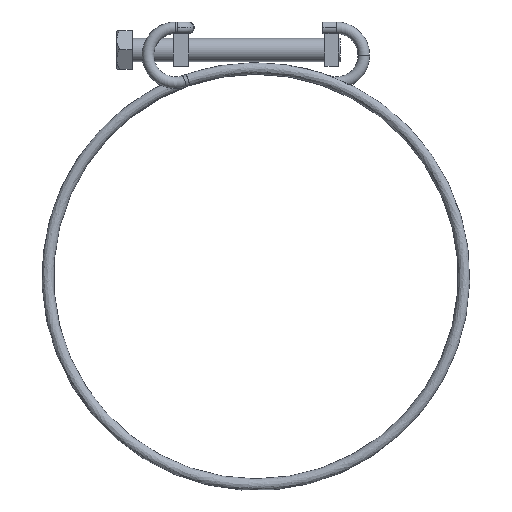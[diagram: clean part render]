
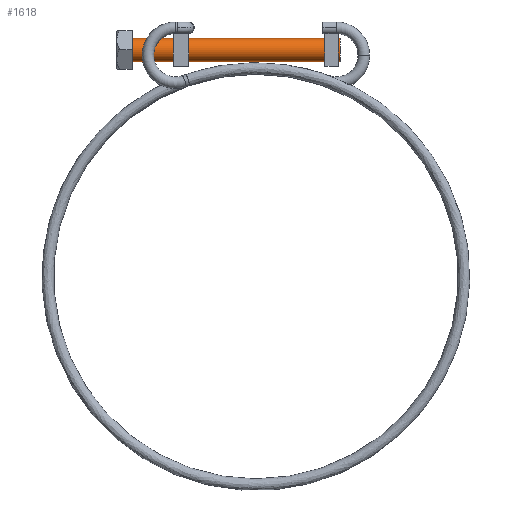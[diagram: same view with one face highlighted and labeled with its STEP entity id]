
A CAD part, top view. The second image highlights one B-rep face of the part: STEP entity #1618.
In plain terms, the highlighted cylindrical face has radius 3 mm (diameter 6 mm), a partial arc.
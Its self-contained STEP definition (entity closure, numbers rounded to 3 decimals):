
#75 = DIRECTION ( 'NONE',  ( -1., 0., 0. ) ) ;
#616 = VERTEX_POINT ( 'NONE', #2013 ) ;
#653 = VERTEX_POINT ( 'NONE', #2243 ) ;
#914 = AXIS2_PLACEMENT_3D ( 'NONE', #3009, #5682, #7826 ) ;
#1129 = ORIENTED_EDGE ( 'NONE', *, *, #6091, .F. ) ;
#1283 = VECTOR ( 'NONE', #2775, 1000. ) ;
#1618 = ADVANCED_FACE ( 'NONE', ( #8556 ), #7920, .T. ) ;
#2013 = CARTESIAN_POINT ( 'NONE',  ( 21.904, 61.8, 0. ) ) ;
#2055 = EDGE_CURVE ( 'NONE', #616, #653, #8401, .T. ) ;
#2243 = CARTESIAN_POINT ( 'NONE',  ( 21.904, 55.8, 0. ) ) ;
#2775 = DIRECTION ( 'NONE',  ( -1., 0., 0. ) ) ;
#2786 = DIRECTION ( 'NONE',  ( 1., 0., 0. ) ) ;
#2808 = LINE ( 'NONE', #3591, #5208 ) ;
#3009 = CARTESIAN_POINT ( 'NONE',  ( 21.904, 58.8, 0. ) ) ;
#3280 = EDGE_CURVE ( 'NONE', #8212, #8839, #3306, .T. ) ;
#3306 = CIRCLE ( 'NONE', #8432, 3. ) ;
#3377 = DIRECTION ( 'NONE',  ( 0., 1., 0. ) ) ;
#3587 = EDGE_CURVE ( 'NONE', #616, #8212, #2808, .T. ) ;
#3591 = CARTESIAN_POINT ( 'NONE',  ( 21.904, 61.8, 0. ) ) ;
#4209 = CARTESIAN_POINT ( 'NONE',  ( 21.904, 58.8, 0. ) ) ;
#5116 = CARTESIAN_POINT ( 'NONE',  ( -32.096, 55.8, 0. ) ) ;
#5208 = VECTOR ( 'NONE', #75, 1000. ) ;
#5521 = CARTESIAN_POINT ( 'NONE',  ( -32.096, 61.8, 0. ) ) ;
#5682 = DIRECTION ( 'NONE',  ( -1., 0., 0. ) ) ;
#5987 = CARTESIAN_POINT ( 'NONE',  ( -32.096, 58.8, 0. ) ) ;
#6091 = EDGE_CURVE ( 'NONE', #653, #8839, #6269, .T. ) ;
#6223 = AXIS2_PLACEMENT_3D ( 'NONE', #4209, #2786, #3377 ) ;
#6269 = LINE ( 'NONE', #9037, #1283 ) ;
#6805 = ORIENTED_EDGE ( 'NONE', *, *, #3587, .T. ) ;
#7183 = DIRECTION ( 'NONE',  ( 1., 0., 0. ) ) ;
#7826 = DIRECTION ( 'NONE',  ( 0., -1., 0. ) ) ;
#7920 = CYLINDRICAL_SURFACE ( 'NONE', #914, 3. ) ;
#7922 = EDGE_LOOP ( 'NONE', ( #8497, #6805, #8167, #1129 ) ) ;
#7987 = DIRECTION ( 'NONE',  ( 0., 1., 0. ) ) ;
#8167 = ORIENTED_EDGE ( 'NONE', *, *, #3280, .T. ) ;
#8212 = VERTEX_POINT ( 'NONE', #5521 ) ;
#8401 = CIRCLE ( 'NONE', #6223, 3. ) ;
#8432 = AXIS2_PLACEMENT_3D ( 'NONE', #5987, #7183, #7987 ) ;
#8497 = ORIENTED_EDGE ( 'NONE', *, *, #2055, .F. ) ;
#8556 = FACE_OUTER_BOUND ( 'NONE', #7922, .T. ) ;
#8839 = VERTEX_POINT ( 'NONE', #5116 ) ;
#9037 = CARTESIAN_POINT ( 'NONE',  ( 21.904, 55.8, 0. ) ) ;
